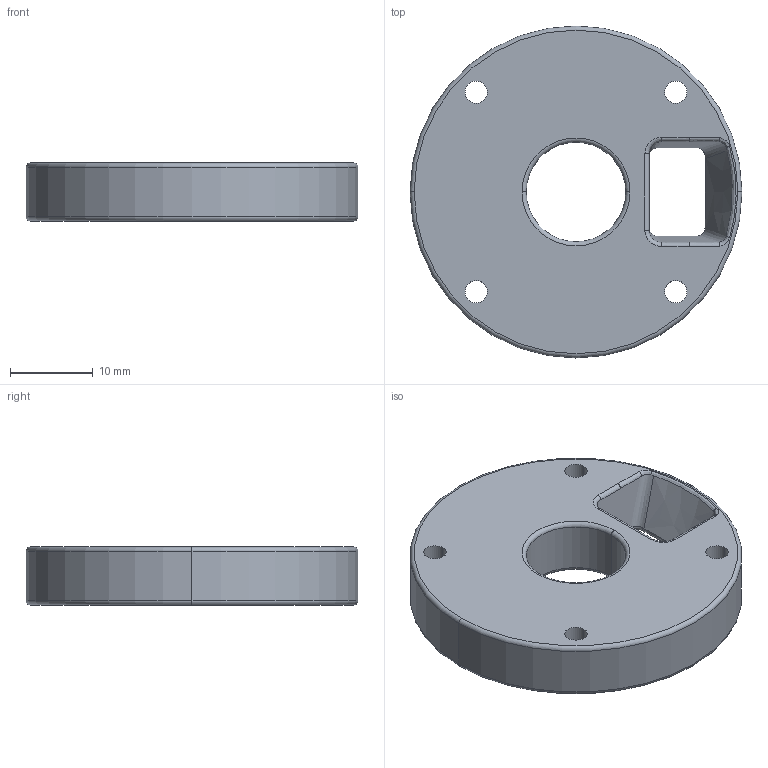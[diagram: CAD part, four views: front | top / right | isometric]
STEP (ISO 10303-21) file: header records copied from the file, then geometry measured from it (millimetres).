
FILE_DESCRIPTION (( 'STEP AP214' ), '1' );
FILE_NAME ('MotorMount_REV2.STEP', '2025-06-09T02:18:40', ( '' ), ( '' ), 'SwSTEP 2.0', 'SolidWorks 2024', '' );
FILE_SCHEMA (( 'AUTOMOTIVE_DESIGN' ));
Length unit declared in the file: millimetre
Products named in the file (1): MotorMount_REV2
Bounding box: 40 x 40 x 7 mm (x, y, z)
Volume: 7180.7 mm3; surface area: 3615.3 mm2
Topology: 1 solids, 1 shells, 42 faces, 126 edges, 86 vertices
Faces by surface type: bspline 20, cylinder 12, torus 8, plane 2
Entity records: 3124 total; most frequent: CARTESIAN_POINT 2066, ORIENTED_EDGE 252, DIRECTION 174, EDGE_CURVE 126, VERTEX_POINT 86, AXIS2_PLACEMENT_3D 81, CIRCLE 58, B_SPLINE_CURVE_WITH_KNOTS 56
